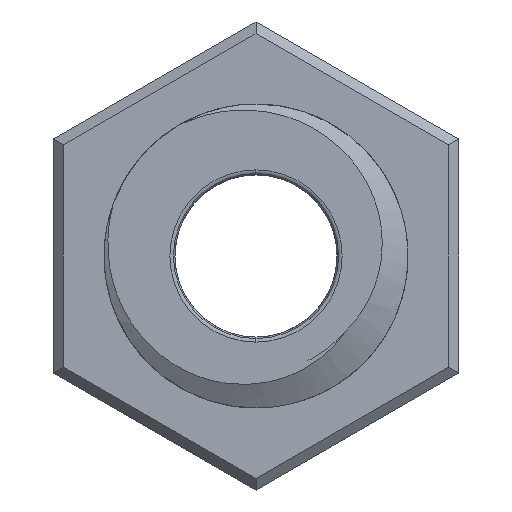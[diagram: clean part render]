
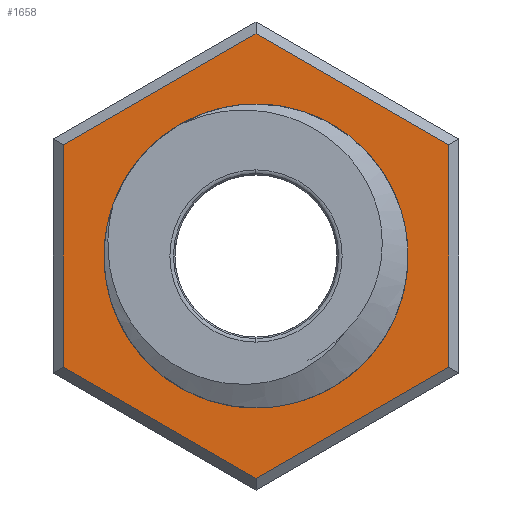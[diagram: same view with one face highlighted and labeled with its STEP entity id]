
A CAD part, left-side view. The second image highlights one B-rep face of the part: STEP entity #1658.
In plain terms, the highlighted planar face has unit normal (-1, 0, 0).
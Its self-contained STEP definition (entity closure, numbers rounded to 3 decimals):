
#9 = DIRECTION ( 'NONE',  ( 1., 0., 0. ) ) ;
#25 = DIRECTION ( 'NONE',  ( 0., -0.866, 0.5 ) ) ;
#163 = CARTESIAN_POINT ( 'NONE',  ( -187.011, -57.6, 195.914 ) ) ;
#257 = EDGE_CURVE ( 'NONE', #3320, #3140, #2164, .T. ) ;
#264 = CARTESIAN_POINT ( 'NONE',  ( -187.011, -53.8, 189.333 ) ) ;
#286 = CARTESIAN_POINT ( 'NONE',  ( -187.011, -57.6, 191.526 ) ) ;
#387 = EDGE_CURVE ( 'NONE', #3140, #834, #2606, .T. ) ;
#414 = AXIS2_PLACEMENT_3D ( 'NONE', #3313, #1689, #3583 ) ;
#465 = EDGE_CURVE ( 'NONE', #834, #3320, #2352, .T. ) ;
#487 = ORIENTED_EDGE ( 'NONE', *, *, #506, .F. ) ;
#495 = EDGE_CURVE ( 'NONE', #1649, #1611, #854, .T. ) ;
#506 = EDGE_CURVE ( 'NONE', #3615, #1611, #2907, .T. ) ;
#600 = DIRECTION ( 'NONE',  ( 0., -0.174, -0.985 ) ) ;
#659 = ORIENTED_EDGE ( 'NONE', *, *, #495, .T. ) ;
#747 = ORIENTED_EDGE ( 'NONE', *, *, #1133, .T. ) ;
#834 = VERTEX_POINT ( 'NONE', #2334 ) ;
#854 = LINE ( 'NONE', #1178, #1553 ) ;
#935 = ORIENTED_EDGE ( 'NONE', *, *, #257, .T. ) ;
#1080 = CARTESIAN_POINT ( 'NONE',  ( -187.011, -53.8, 193.72 ) ) ;
#1086 = EDGE_CURVE ( 'NONE', #3615, #3424, #2835, .T. ) ;
#1113 = ORIENTED_EDGE ( 'NONE', *, *, #465, .T. ) ;
#1133 = EDGE_CURVE ( 'NONE', #3424, #1301, #2034, .T. ) ;
#1138 = CARTESIAN_POINT ( 'NONE',  ( -187.011, -53.8, 189.333 ) ) ;
#1153 = EDGE_CURVE ( 'NONE', #1816, #1301, #3379, .T. ) ;
#1178 = CARTESIAN_POINT ( 'NONE',  ( -187.011, -57.6, 195.914 ) ) ;
#1181 = EDGE_CURVE ( 'NONE', #1649, #1816, #1935, .T. ) ;
#1199 = VECTOR ( 'NONE', #3172, 1000. ) ;
#1201 = AXIS2_PLACEMENT_3D ( 'NONE', #1799, #9, #2073 ) ;
#1256 = CARTESIAN_POINT ( 'NONE',  ( -187.011, -57.6, 195.914 ) ) ;
#1289 = VECTOR ( 'NONE', #25, 1000. ) ;
#1301 = VERTEX_POINT ( 'NONE', #1586 ) ;
#1353 = CARTESIAN_POINT ( 'NONE',  ( -187.011, -59.448, 193.889 ) ) ;
#1384 = AXIS2_PLACEMENT_3D ( 'NONE', #286, #2312, #600 ) ;
#1553 = VECTOR ( 'NONE', #1705, 1000. ) ;
#1586 = CARTESIAN_POINT ( 'NONE',  ( -187.011, -61.4, 189.333 ) ) ;
#1611 = VERTEX_POINT ( 'NONE', #1080 ) ;
#1649 = VERTEX_POINT ( 'NONE', #163 ) ;
#1650 = CARTESIAN_POINT ( 'NONE',  ( -187.011, -57.6, 187.139 ) ) ;
#1658 = ADVANCED_FACE ( 'NONE', ( #3327, #3243 ), #2746, .T. ) ;
#1667 = DIRECTION ( 'NONE',  ( 0., 0., 1. ) ) ;
#1682 = ORIENTED_EDGE ( 'NONE', *, *, #1086, .T. ) ;
#1689 = DIRECTION ( 'NONE',  ( 1., 0., 0. ) ) ;
#1705 = DIRECTION ( 'NONE',  ( 0., 0.866, -0.5 ) ) ;
#1799 = CARTESIAN_POINT ( 'NONE',  ( -187.011, -57.6, 191.526 ) ) ;
#1816 = VERTEX_POINT ( 'NONE', #2258 ) ;
#1855 = VECTOR ( 'NONE', #2082, 1000. ) ;
#1865 = EDGE_LOOP ( 'NONE', ( #3253, #1113, #935 ) ) ;
#1935 = LINE ( 'NONE', #1256, #1855 ) ;
#2034 = LINE ( 'NONE', #2868, #1289 ) ;
#2073 = DIRECTION ( 'NONE',  ( 0., -0.616, 0.788 ) ) ;
#2082 = DIRECTION ( 'NONE',  ( 0., -0.866, -0.5 ) ) ;
#2164 = CIRCLE ( 'NONE', #1384, 3. ) ;
#2193 = VECTOR ( 'NONE', #3654, 1000. ) ;
#2258 = CARTESIAN_POINT ( 'NONE',  ( -187.011, -61.4, 193.72 ) ) ;
#2312 = DIRECTION ( 'NONE',  ( 1., 0., 0. ) ) ;
#2334 = CARTESIAN_POINT ( 'NONE',  ( -187.011, -58.123, 188.572 ) ) ;
#2352 = CIRCLE ( 'NONE', #414, 3. ) ;
#2382 = AXIS2_PLACEMENT_3D ( 'NONE', #3018, #3292, #1667 ) ;
#2606 = CIRCLE ( 'NONE', #1201, 3. ) ;
#2628 = ORIENTED_EDGE ( 'NONE', *, *, #1153, .F. ) ;
#2684 = ORIENTED_EDGE ( 'NONE', *, *, #1181, .F. ) ;
#2732 = CARTESIAN_POINT ( 'NONE',  ( -187.011, -57.079, 194.481 ) ) ;
#2746 = PLANE ( 'NONE',  #2382 ) ;
#2835 = LINE ( 'NONE', #3385, #2193 ) ;
#2868 = CARTESIAN_POINT ( 'NONE',  ( -187.011, -57.6, 187.139 ) ) ;
#2902 = CARTESIAN_POINT ( 'NONE',  ( -187.011, -61.4, 193.72 ) ) ;
#2907 = LINE ( 'NONE', #264, #3623 ) ;
#3018 = CARTESIAN_POINT ( 'NONE',  ( -187.011, -57.6, 191.526 ) ) ;
#3063 = EDGE_LOOP ( 'NONE', ( #659, #487, #1682, #747, #2628, #2684 ) ) ;
#3140 = VERTEX_POINT ( 'NONE', #1353 ) ;
#3172 = DIRECTION ( 'NONE',  ( 0., 0., -1. ) ) ;
#3243 = FACE_BOUND ( 'NONE', #1865, .T. ) ;
#3253 = ORIENTED_EDGE ( 'NONE', *, *, #387, .T. ) ;
#3292 = DIRECTION ( 'NONE',  ( -1., 0., 0. ) ) ;
#3313 = CARTESIAN_POINT ( 'NONE',  ( -187.011, -57.6, 191.526 ) ) ;
#3320 = VERTEX_POINT ( 'NONE', #2732 ) ;
#3327 = FACE_OUTER_BOUND ( 'NONE', #3063, .T. ) ;
#3367 = DIRECTION ( 'NONE',  ( 0., 0., 1. ) ) ;
#3379 = LINE ( 'NONE', #2902, #1199 ) ;
#3385 = CARTESIAN_POINT ( 'NONE',  ( -187.011, -53.8, 189.333 ) ) ;
#3424 = VERTEX_POINT ( 'NONE', #1650 ) ;
#3583 = DIRECTION ( 'NONE',  ( 0., -0.174, -0.985 ) ) ;
#3615 = VERTEX_POINT ( 'NONE', #1138 ) ;
#3623 = VECTOR ( 'NONE', #3367, 1000. ) ;
#3654 = DIRECTION ( 'NONE',  ( 0., -0.866, -0.5 ) ) ;
